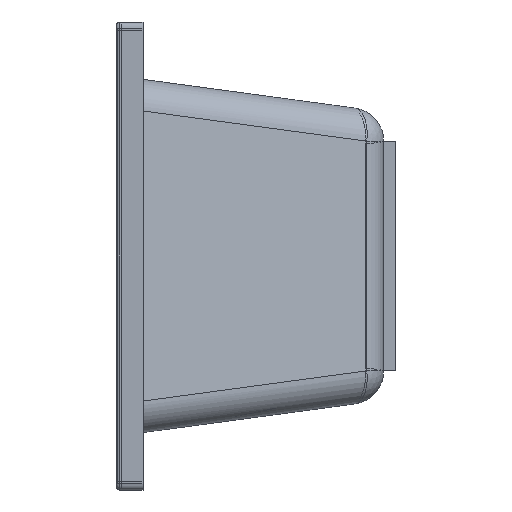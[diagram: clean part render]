
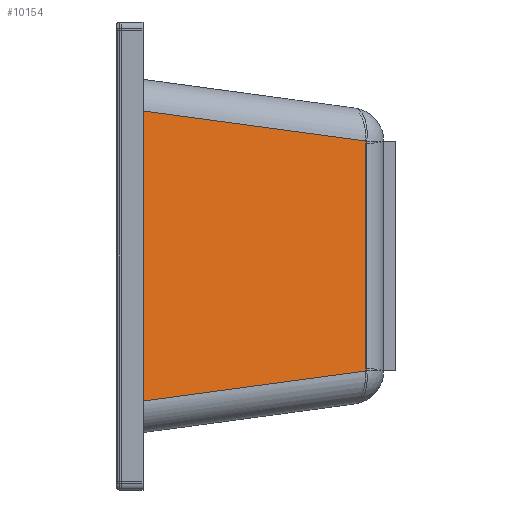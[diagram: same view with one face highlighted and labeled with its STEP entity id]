
A CAD part, left-side view. The second image highlights one B-rep face of the part: STEP entity #10154.
In plain terms, the highlighted planar face has unit normal (-0.868, -0.496, 0).
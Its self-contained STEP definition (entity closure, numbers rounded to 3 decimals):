
#502 = CARTESIAN_POINT ( 'NONE',  ( -551.259, -314.907, 0. ) ) ;
#894 = DIRECTION ( 'NONE',  ( 0.493, -0.862, 0.116 ) ) ;
#1059 = VECTOR ( 'NONE', #8906, 1000. ) ;
#1555 = LINE ( 'NONE', #31292, #1059 ) ;
#2980 = CARTESIAN_POINT ( 'NONE',  ( -539.895, -334.801, 171.796 ) ) ;
#3454 = CARTESIAN_POINT ( 'NONE',  ( -751.132, 34.98, -221.717 ) ) ;
#5402 = FACE_OUTER_BOUND ( 'NONE', #23416, .T. ) ;
#8086 = AXIS2_PLACEMENT_3D ( 'NONE', #502, #25514, #9718 ) ;
#8906 = DIRECTION ( 'NONE',  ( 0., 0., 1. ) ) ;
#9718 = DIRECTION ( 'NONE',  ( 0.496, -0.868, 0. ) ) ;
#10154 = ADVANCED_FACE ( 'NONE', ( #5402 ), #15393, .T. ) ;
#10182 = CARTESIAN_POINT ( 'NONE',  ( -541.252, -332.426, 172.117 ) ) ;
#10545 = VERTEX_POINT ( 'NONE', #14788 ) ;
#11639 = VERTEX_POINT ( 'NONE', #2980 ) ;
#12119 = EDGE_CURVE ( 'NONE', #10545, #22450, #22811, .T. ) ;
#13453 = ORIENTED_EDGE ( 'NONE', *, *, #12119, .T. ) ;
#13929 = EDGE_CURVE ( 'NONE', #16903, #11639, #1555, .T. ) ;
#14765 = DIRECTION ( 'NONE',  ( -0.493, 0.862, 0.116 ) ) ;
#14788 = CARTESIAN_POINT ( 'NONE',  ( -751.132, 34.98, 221.717 ) ) ;
#15146 = VECTOR ( 'NONE', #20205, 1000. ) ;
#15393 = PLANE ( 'NONE',  #8086 ) ;
#15751 = EDGE_CURVE ( 'NONE', #22450, #16903, #25579, .T. ) ;
#16872 = ORIENTED_EDGE ( 'NONE', *, *, #22110, .T. ) ;
#16903 = VERTEX_POINT ( 'NONE', #17790 ) ;
#17696 = LINE ( 'NONE', #10182, #30239 ) ;
#17790 = CARTESIAN_POINT ( 'NONE',  ( -539.895, -334.801, -171.796 ) ) ;
#20205 = DIRECTION ( 'NONE',  ( 0., 0., -1. ) ) ;
#20681 = CARTESIAN_POINT ( 'NONE',  ( -541.252, -332.426, -172.117 ) ) ;
#21139 = ORIENTED_EDGE ( 'NONE', *, *, #13929, .T. ) ;
#22110 = EDGE_CURVE ( 'NONE', #11639, #10545, #17696, .T. ) ;
#22450 = VERTEX_POINT ( 'NONE', #3454 ) ;
#22651 = CARTESIAN_POINT ( 'NONE',  ( -751.132, 34.98, -222.057 ) ) ;
#22811 = LINE ( 'NONE', #22651, #15146 ) ;
#23416 = EDGE_LOOP ( 'NONE', ( #16872, #13453, #29791, #21139 ) ) ;
#25514 = DIRECTION ( 'NONE',  ( -0.868, -0.496, 0. ) ) ;
#25579 = LINE ( 'NONE', #20681, #30910 ) ;
#29791 = ORIENTED_EDGE ( 'NONE', *, *, #15751, .T. ) ;
#30239 = VECTOR ( 'NONE', #14765, 1000. ) ;
#30910 = VECTOR ( 'NONE', #894, 1000. ) ;
#31292 = CARTESIAN_POINT ( 'NONE',  ( -539.895, -334.801, 0. ) ) ;
